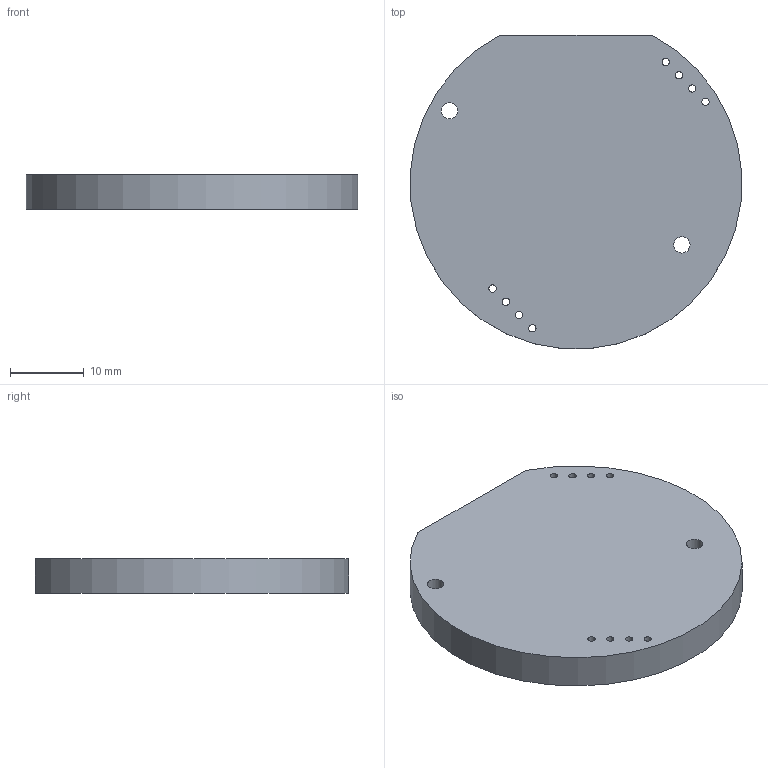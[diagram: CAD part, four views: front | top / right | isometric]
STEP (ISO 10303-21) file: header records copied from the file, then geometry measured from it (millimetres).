
FILE_DESCRIPTION(('KiCad electronic assembly'),'2;1');
FILE_NAME('RoundScanner v1.0.STEP','2022-12-23T17:29:18',('Pcbnew'),( 'Kicad'),'Open CASCADE STEP processor 7.6','KiCad to STEP converter' ,'Unknown');
FILE_SCHEMA(('AUTOMOTIVE_DESIGN { 1 0 10303 214 1 1 1 1 }'));
Length unit declared in the file: millimetre
Products named in the file (2): RoundScanner v1.0 1; RoundScanner PCB
Assembly tree (1 placements, depth 2):
  RoundScanner v1.0 1
    RoundScanner PCB
Bounding box: 44.91 x 42.42 x 4.69 mm (x, y, z)
Volume: 7231 mm3; surface area: 3925.6 mm2
Topology: 1 solids, 1 shells, 14 faces, 36 edges, 24 vertices
Faces by surface type: cylinder 11, plane 3
Full cylindrical faces by diameter (mm): 1 x8, 2.2 x2
Entity records: 1063 total; most frequent: CARTESIAN_POINT 280, DIRECTION 140, ORIENTED_EDGE 72, PCURVE 72, DEFINITIONAL_REPRESENTATION 72, LINE 64, VECTOR 64, AXIS2_PLACEMENT_3D 38
